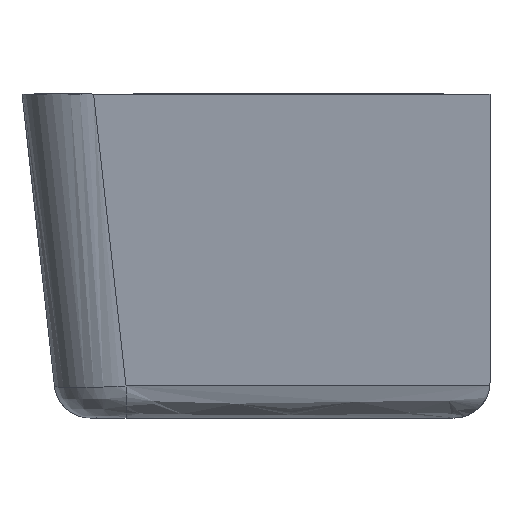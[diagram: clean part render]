
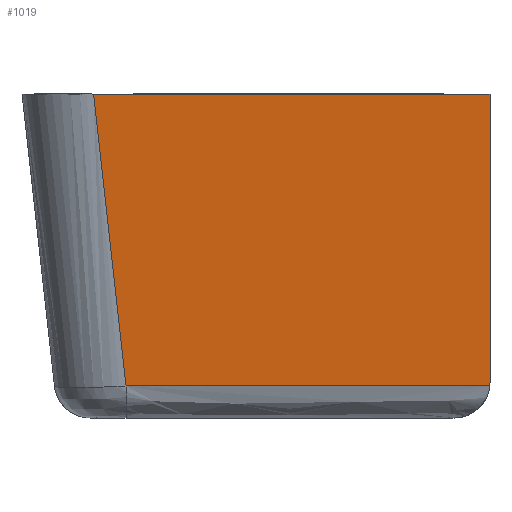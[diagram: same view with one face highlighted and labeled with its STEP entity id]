
A CAD part, front view. The second image highlights one B-rep face of the part: STEP entity #1019.
In plain terms, the highlighted free-form (B-spline) face has degree [1, 1] with [2, 2] control points.
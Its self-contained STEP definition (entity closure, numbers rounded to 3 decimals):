
#486=CARTESIAN_POINT('',(-186.111,-22.099,30.39));
#487=VERTEX_POINT('',#486);
#632=CARTESIAN_POINT('',(-176.006,-22.099,30.39));
#633=VERTEX_POINT('',#632);
#634=CARTESIAN_POINT('',(-186.111,-22.099,30.39));
#635=CARTESIAN_POINT('',(-176.006,-22.099,30.39));
#636=QUASI_UNIFORM_CURVE('',1,(#634,#635),.UNSPECIFIED.,.F.,.U.);
#637=EDGE_CURVE('',#487,#633,#636,.T.);
#754=CARTESIAN_POINT('',(-187.012,-23.,38.5));
#755=VERTEX_POINT('',#754);
#756=CARTESIAN_POINT('',(-187.012,-23.,38.5));
#757=CARTESIAN_POINT('',(-186.111,-22.099,30.39));
#758=QUASI_UNIFORM_CURVE('',1,(#756,#757),.UNSPECIFIED.,.F.,.U.);
#759=EDGE_CURVE('',#755,#487,#758,.T.);
#983=CARTESIAN_POINT('',(-187.562,-23.045,38.905));
#984=CARTESIAN_POINT('',(-187.562,-22.054,29.984));
#985=CARTESIAN_POINT('',(-175.45,-23.045,38.905));
#986=CARTESIAN_POINT('',(-175.45,-22.054,29.984));
#987=B_SPLINE_SURFACE_WITH_KNOTS('',1,1,((#983,#985),(#984,#986)),.UNSPECIFIED.,.F.,.F.,.U.,(2,2),(2,2),(0.0,8.976),(0.0,12.112),.UNSPECIFIED.);
#988=ORIENTED_EDGE('',*,*,#759,.T.);
#989=ORIENTED_EDGE('',*,*,#637,.T.);
#990=CARTESIAN_POINT('',(-176.0,-22.111,30.5));
#991=VERTEX_POINT('',#990);
#992=CARTESIAN_POINT('',(-176.006,-22.099,30.39));
#993=CARTESIAN_POINT('',(-176.,-22.105,30.445));
#994=CARTESIAN_POINT('',(-176.0,-22.111,30.5));
#1002=(BOUNDED_CURVE()B_SPLINE_CURVE(2,(#992,#993,#994),.UNSPECIFIED.,.F.,.U.)CURVE()GEOMETRIC_REPRESENTATION_ITEM()QUASI_UNIFORM_CURVE()RATIONAL_B_SPLINE_CURVE((1.0,0.998,1.0))REPRESENTATION_ITEM(''));
#1003=EDGE_CURVE('',#633,#991,#1002,.T.);
#1004=ORIENTED_EDGE('',*,*,#1003,.T.);
#1005=CARTESIAN_POINT('',(-176.0,-23.,38.5));
#1006=VERTEX_POINT('',#1005);
#1007=CARTESIAN_POINT('',(-176.0,-22.111,30.5));
#1008=CARTESIAN_POINT('',(-176.0,-23.,38.5));
#1009=QUASI_UNIFORM_CURVE('',1,(#1007,#1008),.UNSPECIFIED.,.F.,.U.);
#1010=EDGE_CURVE('',#991,#1006,#1009,.T.);
#1011=ORIENTED_EDGE('',*,*,#1010,.T.);
#1012=CARTESIAN_POINT('',(-176.0,-23.,38.5));
#1013=CARTESIAN_POINT('',(-187.012,-23.,38.5));
#1014=QUASI_UNIFORM_CURVE('',1,(#1012,#1013),.UNSPECIFIED.,.F.,.U.);
#1015=EDGE_CURVE('',#1006,#755,#1014,.T.);
#1016=ORIENTED_EDGE('',*,*,#1015,.T.);
#1017=EDGE_LOOP('',(#988,#989,#1004,#1011,#1016));
#1018=FACE_OUTER_BOUND('',#1017,.T.);
#1019=ADVANCED_FACE('',(#1018),#987,.T.);
